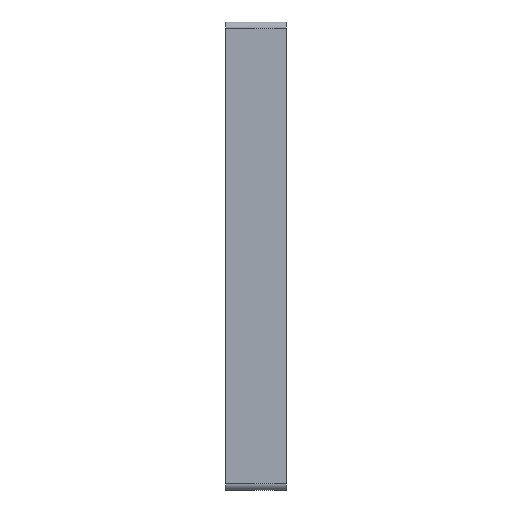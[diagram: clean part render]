
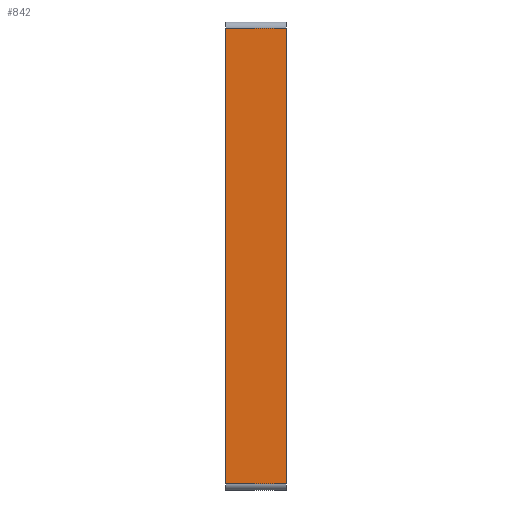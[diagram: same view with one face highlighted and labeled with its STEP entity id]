
A CAD part, left-side view. The second image highlights one B-rep face of the part: STEP entity #842.
In plain terms, the highlighted planar face has unit normal (-1, 0, 0).
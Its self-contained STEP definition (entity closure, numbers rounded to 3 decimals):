
#74=FACE_OUTER_BOUND('',#123,.T.);
#123=EDGE_LOOP('',(#743,#744,#745,#746));
#181=LINE('',#1242,#269);
#242=LINE('',#1398,#330);
#243=LINE('',#1401,#331);
#244=LINE('',#1402,#332);
#269=VECTOR('',#996,10.);
#330=VECTOR('',#1149,10.);
#331=VECTOR('',#1152,10.);
#332=VECTOR('',#1153,10.);
#363=VERTEX_POINT('',#1239);
#364=VERTEX_POINT('',#1241);
#413=VERTEX_POINT('',#1396);
#414=VERTEX_POINT('',#1400);
#447=EDGE_CURVE('',#363,#364,#181,.T.);
#527=EDGE_CURVE('',#363,#413,#242,.T.);
#528=EDGE_CURVE('',#414,#413,#243,.T.);
#529=EDGE_CURVE('',#364,#414,#244,.T.);
#743=ORIENTED_EDGE('',*,*,#527,.T.);
#744=ORIENTED_EDGE('',*,*,#528,.F.);
#745=ORIENTED_EDGE('',*,*,#529,.F.);
#746=ORIENTED_EDGE('',*,*,#447,.F.);
#802=PLANE('',#928);
#842=ADVANCED_FACE('',(#74),#802,.T.);
#928=AXIS2_PLACEMENT_3D('',#1399,#1150,#1151);
#996=DIRECTION('',(0.,0.,-1.));
#1149=DIRECTION('',(0.,1.,0.));
#1150=DIRECTION('center_axis',(-1.,0.,0.));
#1151=DIRECTION('ref_axis',(0.,0.,1.));
#1152=DIRECTION('',(0.,0.,1.));
#1153=DIRECTION('',(0.,1.,0.));
#1239=CARTESIAN_POINT('',(-39.,-1.,38.));
#1241=CARTESIAN_POINT('',(-39.,-1.,-38.));
#1242=CARTESIAN_POINT('',(-39.,-1.,38.));
#1396=CARTESIAN_POINT('',(-39.,9.,38.));
#1398=CARTESIAN_POINT('',(-39.,0.,38.));
#1399=CARTESIAN_POINT('Origin',(-39.,0.,-38.));
#1400=CARTESIAN_POINT('',(-39.,9.,-38.));
#1401=CARTESIAN_POINT('',(-39.,9.,38.));
#1402=CARTESIAN_POINT('',(-39.,0.,-38.));
